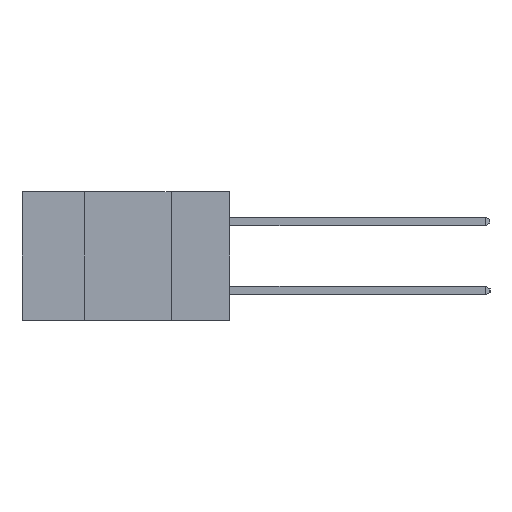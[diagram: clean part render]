
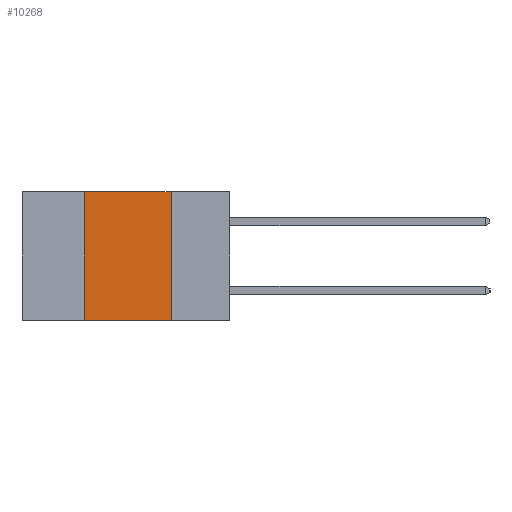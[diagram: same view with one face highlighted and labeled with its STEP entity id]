
A CAD part, left-side view. The second image highlights one B-rep face of the part: STEP entity #10268.
In plain terms, the highlighted planar face has unit normal (-1, 0, 0).
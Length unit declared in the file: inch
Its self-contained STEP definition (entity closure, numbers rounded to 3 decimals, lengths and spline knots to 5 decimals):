
#631 = VERTEX_POINT ( 'NONE', #2733 ) ;
#641 = VERTEX_POINT ( 'NONE', #7262 ) ;
#675 = DIRECTION ( 'NONE',  ( 0., 0., -1. ) ) ;
#990 = CARTESIAN_POINT ( 'NONE',  ( 0., 0.42, 0. ) ) ;
#1176 = VECTOR ( 'NONE', #7692, 39.37008 ) ;
#1321 = CARTESIAN_POINT ( 'NONE',  ( 0., 0.17, -0.37 ) ) ;
#1987 = CARTESIAN_POINT ( 'NONE',  ( 0., 0.6, -0.37 ) ) ;
#2051 = VECTOR ( 'NONE', #10197, 39.37008 ) ;
#2277 = DIRECTION ( 'NONE',  ( 0., 0., -1. ) ) ;
#2733 = CARTESIAN_POINT ( 'NONE',  ( 0., 0.17, -0.37 ) ) ;
#3359 = CARTESIAN_POINT ( 'NONE',  ( 0., 0.6, 0. ) ) ;
#3482 = VERTEX_POINT ( 'NONE', #9854 ) ;
#3971 = AXIS2_PLACEMENT_3D ( 'NONE', #11542, #6278, #675 ) ;
#4010 = CARTESIAN_POINT ( 'NONE',  ( 0., 0.42, -0.37 ) ) ;
#4336 = EDGE_CURVE ( 'NONE', #641, #631, #4566, .T. ) ;
#4428 = EDGE_CURVE ( 'NONE', #641, #7002, #8556, .T. ) ;
#4566 = LINE ( 'NONE', #1987, #2051 ) ;
#4930 = LINE ( 'NONE', #1321, #5217 ) ;
#5217 = VECTOR ( 'NONE', #2277, 39.37008 ) ;
#5331 = PLANE ( 'NONE',  #3971 ) ;
#5531 = ORIENTED_EDGE ( 'NONE', *, *, #9448, .F. ) ;
#5611 = ORIENTED_EDGE ( 'NONE', *, *, #7302, .F. ) ;
#5753 = ORIENTED_EDGE ( 'NONE', *, *, #4428, .F. ) ;
#5877 = ORIENTED_EDGE ( 'NONE', *, *, #4336, .T. ) ;
#6278 = DIRECTION ( 'NONE',  ( 1., 0., 0. ) ) ;
#7002 = VERTEX_POINT ( 'NONE', #990 ) ;
#7262 = CARTESIAN_POINT ( 'NONE',  ( 0., 0.42, -0.37 ) ) ;
#7302 = EDGE_CURVE ( 'NONE', #7002, #3482, #10400, .T. ) ;
#7692 = DIRECTION ( 'NONE',  ( 0., 0., 1. ) ) ;
#7731 = EDGE_LOOP ( 'NONE', ( #5531, #5611, #5753, #5877 ) ) ;
#8378 = VECTOR ( 'NONE', #9706, 39.37008 ) ;
#8556 = LINE ( 'NONE', #4010, #1176 ) ;
#9448 = EDGE_CURVE ( 'NONE', #3482, #631, #4930, .T. ) ;
#9706 = DIRECTION ( 'NONE',  ( 0., -1., 0. ) ) ;
#9854 = CARTESIAN_POINT ( 'NONE',  ( 0., 0.17, 0. ) ) ;
#10197 = DIRECTION ( 'NONE',  ( 0., -1., 0. ) ) ;
#10239 = FACE_OUTER_BOUND ( 'NONE', #7731, .T. ) ;
#10268 = ADVANCED_FACE ( 'NONE', ( #10239 ), #5331, .F. ) ;
#10400 = LINE ( 'NONE', #3359, #8378 ) ;
#11542 = CARTESIAN_POINT ( 'NONE',  ( 0., 0.6, 0. ) ) ;
